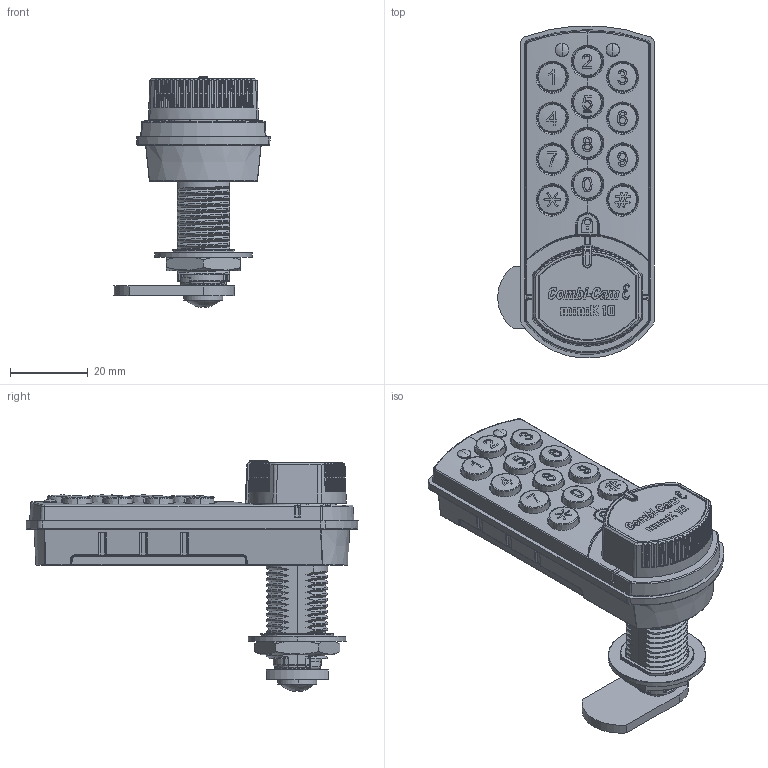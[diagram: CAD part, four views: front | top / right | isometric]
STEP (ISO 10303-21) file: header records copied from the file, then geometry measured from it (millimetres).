
FILE_DESCRIPTION (( 'STEP AP203' ), '1' );
FILE_NAME ('k10 yüzey içi boþ ölçü ve görünüm için.STEP', '2016-01-27T13:29:44', ( '' ), ( '' ), 'SwSTEP 2.0', 'SolidWorks 2015', '' );
FILE_SCHEMA (( 'CONFIG_CONTROL_DESIGN' ));
Length unit declared in the file: millimetre
Products named in the file (20): 16x1,5 mm pirinç montaj somunu; countersunk flat head cross recess screw_din_ISO 7046-1 - M2 x 5 - Z --- 5N; k10 alt parça görsel yüzey-Surface Bodies; cross ph tapping 968_din_Screw DIN 968-ST4.2x9.5-C-H-N; pan head cross recess screw_din_ISO 7045 - M2 x 10 - Z --- 10N; k10  ön parça görsel yüzey-Yüzey Gövdeleri; 16x19 adaptör pul; k10 kulp yataklama zamak görsel; k10 kulp V3 çizgili görsel yüzey-Surface Bodies; k10 yüzey içi boþ ölçü ve görünüm için; k10 döner zamak görsel; fjm minik10 arka etiket gsel_Varsay考an; m3 çakma plastik somunu; k10 silikon tu takm gsel_Varsay考an; sað sol secici parça görsel; k10 pil kapa瘕 g鰎sel_Varsay峫an; 23 mm aks düz döner kilit dili görsel_DefaultSM-FLAT-PATTERN; combi cam kulp etiketli gsel_Varsay考an; k10 led ýþýk taþýyýcý görsel; k10 軻r軻ve plasti gsel_Varsay考an
Assembly tree (23 placements, depth 2):
  k10 yüzey içi boþ ölçü ve görünüm için
    k10 alt parça görsel yüzey-Surface Bodies
    k10  ön parça görsel yüzey-Yüzey Gövdeleri
    k10 kulp V3 çizgili görsel yüzey-Surface Bodies
    fjm minik10 arka etiket gsel_Varsay考an
    k10 silikon tu takm gsel_Varsay考an
    k10 pil kapa瘕 g鰎sel_Varsay峫an
    combi cam kulp etiketli gsel_Varsay考an
    k10 軻r軻ve plasti gsel_Varsay考an
    countersunk flat head cross recess screw_din_ISO 7046-1 - M2 x 5 - Z --- 5N
    pan head cross recess screw_din_ISO 7045 - M2 x 10 - Z --- 10N  x4
    k10 kulp yataklama zamak görsel
    k10 döner zamak görsel
    m3 çakma plastik somunu
    sað sol secici parça görsel
    23 mm aks düz döner kilit dili görsel_DefaultSM-FLAT-PATTERN
    k10 led ýþýk taþýyýcý görsel  x2
    16x1,5 mm pirinç montaj somunu
    cross ph tapping 968_din_Screw DIN 968-ST4.2x9.5-C-H-N
    16x19 adaptör pul
Bounding box: 40.08 x 85.14 x 59.2 mm (x, y, z)
Volume: 12727.9 mm3; surface area: 28371.9 mm2
Topology: 20 solids, 24 shells, 3563 faces, 9512 edges, 6163 vertices
Faces by surface type: plane 1538, bspline 1091, cylinder 469, cone 298, torus 137, sphere 30
Entity records: 178505 total; most frequent: CARTESIAN_POINT 99234, ORIENTED_EDGE 18104, DIRECTION 12625, EDGE_CURVE 9170, VERTEX_POINT 5968, VECTOR 4441, LINE 4441, AXIS2_PLACEMENT_3D 4092
